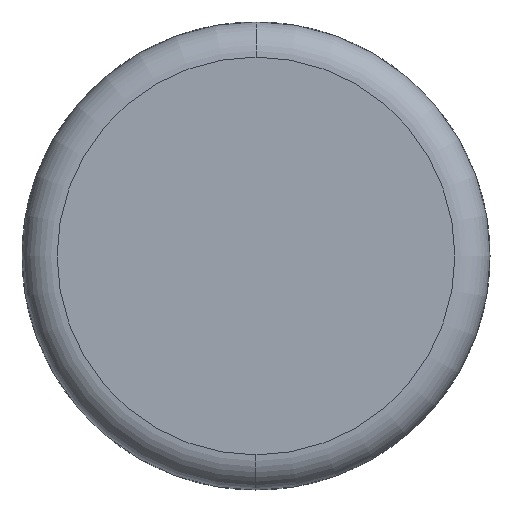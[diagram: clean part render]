
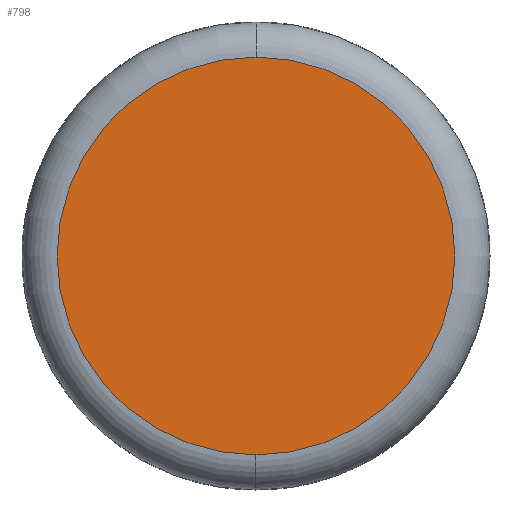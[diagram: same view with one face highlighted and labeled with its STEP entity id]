
A CAD part, front view. The second image highlights one B-rep face of the part: STEP entity #798.
In plain terms, the highlighted planar face has unit normal (0, -1, 0).
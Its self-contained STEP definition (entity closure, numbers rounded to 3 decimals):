
#798=ADVANCED_FACE('',(#1598),#1599,.T.);
#1598=FACE_OUTER_BOUND('',#2405,.T.);
#1599=PLANE('',#2406);
#2405=EDGE_LOOP('',(#4936,#4937,#4938));
#2406=AXIS2_PLACEMENT_3D('',#4939,#4940,#4941);
#4936=ORIENTED_EDGE('',*,*,#6022,.T.);
#4937=ORIENTED_EDGE('',*,*,#5200,.T.);
#4938=ORIENTED_EDGE('',*,*,#6023,.T.);
#4939=CARTESIAN_POINT('',(0.0,0.0,0.0));
#4940=DIRECTION('',(0.0,-1.0,0.0));
#4941=DIRECTION('',(-1.0,0.0,0.0));
#5200=EDGE_CURVE('',#6393,#6396,#6398,.T.);
#6022=EDGE_CURVE('',#7548,#6393,#7549,.T.);
#6023=EDGE_CURVE('',#6396,#7548,#7550,.T.);
#6393=VERTEX_POINT('',#8016);
#6396=VERTEX_POINT('',#8019);
#6398=CIRCLE('',#8021,6.747);
#7548=VERTEX_POINT('',#9655);
#7549=CIRCLE('',#9656,6.747);
#7550=CIRCLE('',#9657,6.747);
#8016=CARTESIAN_POINT('',(0.,0.0,6.747));
#8019=CARTESIAN_POINT('',(0.,0.0,-6.747));
#8021=AXIS2_PLACEMENT_3D('',#10056,#10057,#10058);
#9655=CARTESIAN_POINT('',(6.747,0.0,0.0));
#9656=AXIS2_PLACEMENT_3D('',#10810,#10811,#10812);
#9657=AXIS2_PLACEMENT_3D('',#10813,#10814,#10815);
#10056=CARTESIAN_POINT('',(0.0,0.0,0.));
#10057=DIRECTION('',(0.0,-1.0,0.0));
#10058=DIRECTION('',(1.0,0.0,0.0));
#10810=CARTESIAN_POINT('',(0.0,0.0,0.));
#10811=DIRECTION('',(0.0,-1.0,0.0));
#10812=DIRECTION('',(1.0,0.0,0.0));
#10813=CARTESIAN_POINT('',(0.0,0.0,0.));
#10814=DIRECTION('',(0.0,-1.0,0.0));
#10815=DIRECTION('',(1.0,0.0,0.0));
